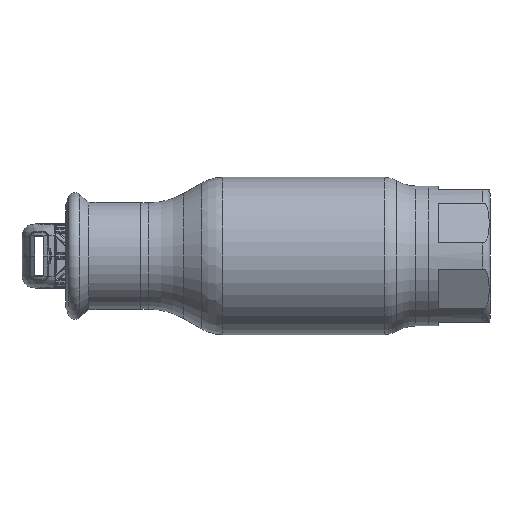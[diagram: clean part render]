
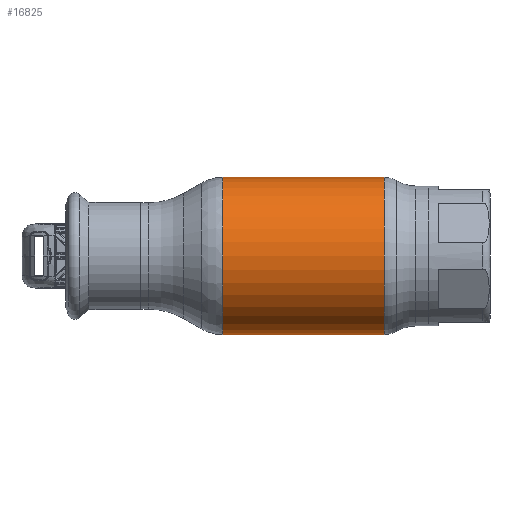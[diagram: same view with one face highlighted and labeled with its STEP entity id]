
A CAD part, front view. The second image highlights one B-rep face of the part: STEP entity #16825.
In plain terms, the highlighted cylindrical face has radius 33.34 mm (diameter 66.68 mm), a partial arc.
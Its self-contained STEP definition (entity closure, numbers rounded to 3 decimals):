
#3033 = CARTESIAN_POINT ( 'NONE',  ( 34.177, 0., 33.34 ) ) ;
#6441 = ORIENTED_EDGE ( 'NONE', *, *, #30688, .F. ) ;
#7570 = VECTOR ( 'NONE', #56298, 1000. ) ;
#7581 = ORIENTED_EDGE ( 'NONE', *, *, #67320, .F. ) ;
#8075 = DIRECTION ( 'NONE',  ( 0., 0., 1. ) ) ;
#9063 = VERTEX_POINT ( 'NONE', #3033 ) ;
#9536 = CYLINDRICAL_SURFACE ( 'NONE', #33104, 33.34 ) ;
#11403 = AXIS2_PLACEMENT_3D ( 'NONE', #24832, #31387, #57749 ) ;
#14538 = CIRCLE ( 'NONE', #41072, 33.34 ) ;
#16825 = ADVANCED_FACE ( 'NONE', ( #18454 ), #9536, .T. ) ;
#18117 = DIRECTION ( 'NONE',  ( -1., 0., 0. ) ) ;
#18315 = VERTEX_POINT ( 'NONE', #39175 ) ;
#18454 = FACE_OUTER_BOUND ( 'NONE', #66685, .T. ) ;
#19767 = VERTEX_POINT ( 'NONE', #21861 ) ;
#21861 = CARTESIAN_POINT ( 'NONE',  ( 34.177, 0., -33.34 ) ) ;
#23352 = CARTESIAN_POINT ( 'NONE',  ( -34.177, 0., 0. ) ) ;
#23742 = VECTOR ( 'NONE', #51190, 1000. ) ;
#24679 = CARTESIAN_POINT ( 'NONE',  ( -62.69, 0., -33.34 ) ) ;
#24832 = CARTESIAN_POINT ( 'NONE',  ( 34.177, 0., 0. ) ) ;
#25038 = CARTESIAN_POINT ( 'NONE',  ( -62.69, 0., 33.34 ) ) ;
#29614 = LINE ( 'NONE', #24679, #7570 ) ;
#30688 = EDGE_CURVE ( 'NONE', #18315, #42321, #14538, .T. ) ;
#31387 = DIRECTION ( 'NONE',  ( -1., 0., 0. ) ) ;
#33104 = AXIS2_PLACEMENT_3D ( 'NONE', #66335, #60862, #55888 ) ;
#39175 = CARTESIAN_POINT ( 'NONE',  ( -34.177, 0., -33.34 ) ) ;
#41072 = AXIS2_PLACEMENT_3D ( 'NONE', #23352, #18117, #8075 ) ;
#42321 = VERTEX_POINT ( 'NONE', #57589 ) ;
#51190 = DIRECTION ( 'NONE',  ( -1., 0., 0. ) ) ;
#53263 = ORIENTED_EDGE ( 'NONE', *, *, #62901, .T. ) ;
#55888 = DIRECTION ( 'NONE',  ( 0., 0., 1. ) ) ;
#56298 = DIRECTION ( 'NONE',  ( -1., 0., 0. ) ) ;
#57589 = CARTESIAN_POINT ( 'NONE',  ( -34.177, 0., 33.34 ) ) ;
#57749 = DIRECTION ( 'NONE',  ( 0., 0., 1. ) ) ;
#58077 = ORIENTED_EDGE ( 'NONE', *, *, #66898, .T. ) ;
#60862 = DIRECTION ( 'NONE',  ( -1., 0., 0. ) ) ;
#62901 = EDGE_CURVE ( 'NONE', #9063, #42321, #65278, .T. ) ;
#63865 = CIRCLE ( 'NONE', #11403, 33.34 ) ;
#65278 = LINE ( 'NONE', #25038, #23742 ) ;
#66335 = CARTESIAN_POINT ( 'NONE',  ( -62.69, 0., 0. ) ) ;
#66685 = EDGE_LOOP ( 'NONE', ( #7581, #58077, #53263, #6441 ) ) ;
#66898 = EDGE_CURVE ( 'NONE', #19767, #9063, #63865, .T. ) ;
#67320 = EDGE_CURVE ( 'NONE', #19767, #18315, #29614, .T. ) ;
